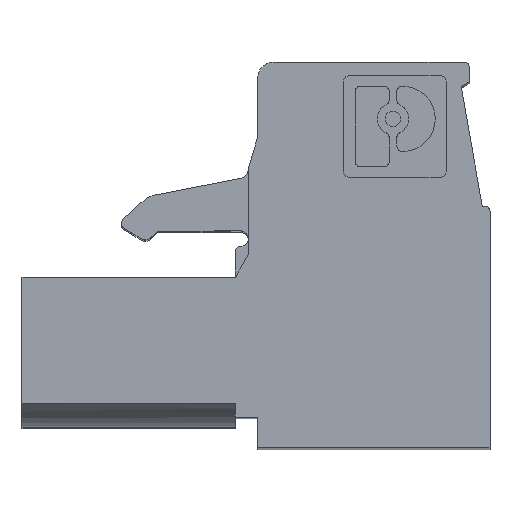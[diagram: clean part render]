
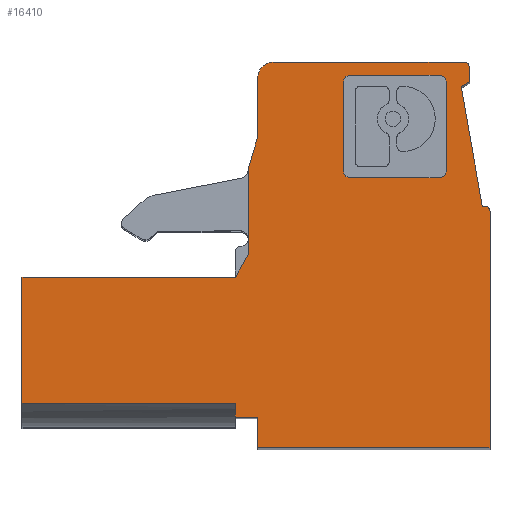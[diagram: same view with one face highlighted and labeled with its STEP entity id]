
A CAD part, top view. The second image highlights one B-rep face of the part: STEP entity #16410.
In plain terms, the highlighted planar face has unit normal (0, 0, 1).
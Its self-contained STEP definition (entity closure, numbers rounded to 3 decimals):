
#2260=CARTESIAN_POINT('',(50.097,52.313,2.54));
#2270=DIRECTION('',(0.,0.,1.));
#2280=DIRECTION('',(1.,0.,0.));
#2290=AXIS2_PLACEMENT_3D('',#2260,#2270,#2280);
#2300=CIRCLE('',#2290,0.6);
#2310=CARTESIAN_POINT('',(50.097,52.913,2.54));
#2320=VERTEX_POINT('',#2310);
#2330=CARTESIAN_POINT('',(49.497,52.313,2.54));
#2340=VERTEX_POINT('',#2330);
#2350=EDGE_CURVE('',#2320,#2340,#2300,.T.);
#5570=CARTESIAN_POINT('',(40.327,39.643,2.54));
#5580=VERTEX_POINT('',#5570);
#5610=CARTESIAN_POINT('',(0.,39.643,2.54));
#5620=DIRECTION('',(1.,0.,0.));
#5630=VECTOR('',#5620,1.);
#5640=LINE('',#5610,#5630);
#5650=CARTESIAN_POINT('',(48.627,39.643,2.54));
#5660=VERTEX_POINT('',#5650);
#5670=EDGE_CURVE('',#5580,#5660,#5640,.T.);
#11200=CARTESIAN_POINT('',(48.627,44.558,2.54));
#11210=VERTEX_POINT('',#11200);
#11240=CARTESIAN_POINT('',(0.,44.558,2.54));
#11250=DIRECTION('',(1.,0.,0.));
#11260=VECTOR('',#11250,1.);
#11270=LINE('',#11240,#11260);
#11280=CARTESIAN_POINT('',(40.327,44.558,2.54));
#11290=VERTEX_POINT('',#11280);
#11300=EDGE_CURVE('',#11290,#11210,#11270,.T.);
#14130=CARTESIAN_POINT('',(48.627,39.113,2.54));
#14140=VERTEX_POINT('',#14130);
#14190=CARTESIAN_POINT('',(48.627,0.,2.54));
#14200=DIRECTION('',(0.,1.,0.));
#14210=VECTOR('',#14200,1.);
#14220=LINE('',#14190,#14210);
#14230=EDGE_CURVE('',#14140,#5660,#14220,.T.);
#14280=CARTESIAN_POINT('',(0.,0.,2.54));
#14290=DIRECTION('',(0.,0.,1.));
#14300=DIRECTION('',(1.,0.,0.));
#14310=AXIS2_PLACEMENT_3D('',#14280,#14290,#14300);
#14320=PLANE('',#14310);
#14330=CARTESIAN_POINT('',(0.,39.113,2.54));
#14340=DIRECTION('',(-1.,0.,0.));
#14350=VECTOR('',#14340,1.);
#14360=LINE('',#14330,#14350);
#14370=CARTESIAN_POINT('',(49.497,39.113,2.54));
#14380=VERTEX_POINT('',#14370);
#14390=EDGE_CURVE('',#14380,#14140,#14360,.T.);
#14400=ORIENTED_EDGE('',*,*,#14390,.F.);
#14410=ORIENTED_EDGE('',*,*,#14230,.F.);
#14420=ORIENTED_EDGE('',*,*,#5670,.T.);
#14430=CARTESIAN_POINT('',(40.327,0.,2.54));
#14440=DIRECTION('',(0.,1.,0.));
#14450=VECTOR('',#14440,1.);
#14460=LINE('',#14430,#14450);
#14470=EDGE_CURVE('',#5580,#11290,#14460,.T.);
#14480=ORIENTED_EDGE('',*,*,#14470,.F.);
#14490=ORIENTED_EDGE('',*,*,#11300,.F.);
#14500=CARTESIAN_POINT('',(22.901,0.,2.54));
#14510=DIRECTION('',(-0.5,-0.866,0.));
#14520=VECTOR('',#14510,1.);
#14530=LINE('',#14500,#14520);
#14540=CARTESIAN_POINT('',(49.127,45.424,2.54));
#14550=VERTEX_POINT('',#14540);
#14560=EDGE_CURVE('',#14550,#11210,#14530,.T.);
#14570=ORIENTED_EDGE('',*,*,#14560,.T.);
#14580=CARTESIAN_POINT('',(49.127,0.,2.54));
#14590=DIRECTION('',(0.,1.,0.));
#14600=VECTOR('',#14590,1.);
#14610=LINE('',#14580,#14600);
#14620=CARTESIAN_POINT('',(49.127,48.775,2.54));
#14630=VERTEX_POINT('',#14620);
#14640=EDGE_CURVE('',#14550,#14630,#14610,.T.);
#14650=ORIENTED_EDGE('',*,*,#14640,.F.);
#14660=CARTESIAN_POINT('',(0.,76.681,2.54));
#14670=DIRECTION('',(-0.87,0.494,0.));
#14680=VECTOR('',#14670,1.);
#14690=LINE('',#14660,#14680);
#14700=CARTESIAN_POINT('',(49.127,48.775,2.54));
#14710=VERTEX_POINT('',#14700);
#14720=EDGE_CURVE('',#14630,#14710,#14690,.T.);
#14730=ORIENTED_EDGE('',*,*,#14720,.F.);
#14740=CARTESIAN_POINT('',(34.539,0.,2.54));
#14750=DIRECTION('',(-0.287,-0.958,0.));
#14760=VECTOR('',#14750,1.);
#14770=LINE('',#14740,#14760);
#14780=CARTESIAN_POINT('',(49.497,50.013,2.54));
#14790=VERTEX_POINT('',#14780);
#14800=EDGE_CURVE('',#14790,#14710,#14770,.T.);
#14810=ORIENTED_EDGE('',*,*,#14800,.T.);
#14820=CARTESIAN_POINT('',(49.497,0.,2.54));
#14830=DIRECTION('',(0.,1.,0.));
#14840=VECTOR('',#14830,1.);
#14850=LINE('',#14820,#14840);
#14860=EDGE_CURVE('',#14790,#2340,#14850,.T.);
#14870=ORIENTED_EDGE('',*,*,#14860,.F.);
#14880=ORIENTED_EDGE('',*,*,#2350,.T.);
#14890=CARTESIAN_POINT('',(0.,52.913,2.54));
#14900=DIRECTION('',(1.,0.,0.));
#14910=VECTOR('',#14900,1.);
#14920=LINE('',#14890,#14910);
#14930=CARTESIAN_POINT('',(57.522,52.913,2.54));
#14940=VERTEX_POINT('',#14930);
#14950=EDGE_CURVE('',#2320,#14940,#14920,.T.);
#14960=ORIENTED_EDGE('',*,*,#14950,.F.);
#14970=CARTESIAN_POINT('',(57.522,52.713,2.54));
#14980=DIRECTION('',(0.,0.,1.));
#14990=DIRECTION('',(1.,0.,0.));
#15000=AXIS2_PLACEMENT_3D('',#14970,#14980,#14990);
#15010=CIRCLE('',#15000,0.2);
#15020=CARTESIAN_POINT('',(57.722,52.721,2.54));
#15030=VERTEX_POINT('',#15020);
#15040=EDGE_CURVE('',#15030,#14940,#15010,.T.);
#15050=ORIENTED_EDGE('',*,*,#15040,.T.);
#15060=CARTESIAN_POINT('',(60.024,0.,2.54));
#15070=DIRECTION('',(-0.044,0.999,0.));
#15080=VECTOR('',#15070,1.);
#15090=LINE('',#15060,#15080);
#15100=CARTESIAN_POINT('',(57.747,52.163,2.54));
#15110=VERTEX_POINT('',#15100);
#15120=EDGE_CURVE('',#15110,#15030,#15090,.T.);
#15130=ORIENTED_EDGE('',*,*,#15120,.T.);
#15140=CARTESIAN_POINT('',(0.,18.823,2.54));
#15150=DIRECTION('',(-0.866,-0.5,0.));
#15160=VECTOR('',#15150,1.);
#15170=LINE('',#15140,#15160);
#15180=CARTESIAN_POINT('',(57.406,51.966,2.54));
#15190=VERTEX_POINT('',#15180);
#15200=EDGE_CURVE('',#15110,#15190,#15170,.T.);
#15210=ORIENTED_EDGE('',*,*,#15200,.F.);
#15220=CARTESIAN_POINT('',(66.569,0.,2.54));
#15230=DIRECTION('',(0.174,-0.985,0.));
#15240=VECTOR('',#15230,1.);
#15250=LINE('',#15220,#15240);
#15260=CARTESIAN_POINT('',(58.227,47.313,2.54));
#15270=VERTEX_POINT('',#15260);
#15280=EDGE_CURVE('',#15190,#15270,#15250,.T.);
#15290=ORIENTED_EDGE('',*,*,#15280,.F.);
#15300=CARTESIAN_POINT('',(0.,47.313,2.54));
#15310=DIRECTION('',(-1.,0.,0.));
#15320=VECTOR('',#15310,1.);
#15330=LINE('',#15300,#15320);
#15340=CARTESIAN_POINT('',(58.327,47.313,2.54));
#15350=VERTEX_POINT('',#15340);
#15360=EDGE_CURVE('',#15350,#15270,#15330,.T.);
#15370=ORIENTED_EDGE('',*,*,#15360,.T.);
#15380=CARTESIAN_POINT('',(58.327,47.113,2.54));
#15390=DIRECTION('',(0.,0.,1.));
#15400=DIRECTION('',(1.,0.,0.));
#15410=AXIS2_PLACEMENT_3D('',#15380,#15390,#15400);
#15420=CIRCLE('',#15410,0.2);
#15430=CARTESIAN_POINT('',(58.527,47.113,2.54));
#15440=VERTEX_POINT('',#15430);
#15450=EDGE_CURVE('',#15440,#15350,#15420,.T.);
#15460=ORIENTED_EDGE('',*,*,#15450,.T.);
#15470=CARTESIAN_POINT('',(58.527,0.,2.54));
#15480=DIRECTION('',(0.,-1.,0.));
#15490=VECTOR('',#15480,1.);
#15500=LINE('',#15470,#15490);
#15510=CARTESIAN_POINT('',(58.527,37.913,2.54));
#15520=VERTEX_POINT('',#15510);
#15530=EDGE_CURVE('',#15440,#15520,#15500,.T.);
#15540=ORIENTED_EDGE('',*,*,#15530,.F.);
#15550=CARTESIAN_POINT('',(0.,37.913,2.54));
#15560=DIRECTION('',(-1.,0.,0.));
#15570=VECTOR('',#15560,1.);
#15580=LINE('',#15550,#15570);
#15590=CARTESIAN_POINT('',(49.497,37.913,2.54));
#15600=VERTEX_POINT('',#15590);
#15610=EDGE_CURVE('',#15520,#15600,#15580,.T.);
#15620=ORIENTED_EDGE('',*,*,#15610,.F.);
#15630=CARTESIAN_POINT('',(49.497,0.,2.54));
#15640=DIRECTION('',(0.,1.,0.));
#15650=VECTOR('',#15640,1.);
#15660=LINE('',#15630,#15650);
#15670=EDGE_CURVE('',#15600,#14380,#15660,.T.);
#15680=ORIENTED_EDGE('',*,*,#15670,.F.);
#15690=EDGE_LOOP('',(#15680,#15620,#15540,#15460,#15370,#15290,#15210,
#15130,#15050,#14960,#14880,#14870,#14810,#14730,#14650,#14570,#14490,
#14480,#14420,#14410,#14400));
#15700=FACE_OUTER_BOUND('',#15690,.T.);
#15710=CARTESIAN_POINT('',(53.107,52.132,2.54));
#15720=DIRECTION('',(0.,0.,1.));
#15730=DIRECTION('',(1.,0.,0.));
#15740=AXIS2_PLACEMENT_3D('',#15710,#15720,#15730);
#15750=CIRCLE('',#15740,0.281);
#15760=CARTESIAN_POINT('',(53.107,52.413,2.54));
#15770=VERTEX_POINT('',#15760);
#15780=CARTESIAN_POINT('',(52.826,52.132,2.54));
#15790=VERTEX_POINT('',#15780);
#15800=EDGE_CURVE('',#15770,#15790,#15750,.T.);
#15810=ORIENTED_EDGE('',*,*,#15800,.F.);
#15820=CARTESIAN_POINT('',(52.826,0.,2.54));
#15830=DIRECTION('',(0.,1.,0.));
#15840=VECTOR('',#15830,1.);
#15850=LINE('',#15820,#15840);
#15860=CARTESIAN_POINT('',(52.826,48.694,2.54));
#15870=VERTEX_POINT('',#15860);
#15880=EDGE_CURVE('',#15870,#15790,#15850,.T.);
#15890=ORIENTED_EDGE('',*,*,#15880,.T.);
#15900=CARTESIAN_POINT('',(53.107,48.694,2.54));
#15910=DIRECTION('',(0.,0.,1.));
#15920=DIRECTION('',(1.,0.,0.));
#15930=AXIS2_PLACEMENT_3D('',#15900,#15910,#15920);
#15940=CIRCLE('',#15930,0.281);
#15950=CARTESIAN_POINT('',(53.107,48.413,2.54));
#15960=VERTEX_POINT('',#15950);
#15970=EDGE_CURVE('',#15870,#15960,#15940,.T.);
#15980=ORIENTED_EDGE('',*,*,#15970,.F.);
#15990=CARTESIAN_POINT('',(0.,48.413,2.54));
#16000=DIRECTION('',(-1.,0.,0.));
#16010=VECTOR('',#16000,1.);
#16020=LINE('',#15990,#16010);
#16030=CARTESIAN_POINT('',(56.545,48.413,2.54));
#16040=VERTEX_POINT('',#16030);
#16050=EDGE_CURVE('',#16040,#15960,#16020,.T.);
#16060=ORIENTED_EDGE('',*,*,#16050,.T.);
#16070=CARTESIAN_POINT('',(56.545,48.694,2.54));
#16080=DIRECTION('',(0.,0.,1.));
#16090=DIRECTION('',(1.,0.,0.));
#16100=AXIS2_PLACEMENT_3D('',#16070,#16080,#16090);
#16110=CIRCLE('',#16100,0.281);
#16120=CARTESIAN_POINT('',(56.826,48.694,2.54));
#16130=VERTEX_POINT('',#16120);
#16140=EDGE_CURVE('',#16040,#16130,#16110,.T.);
#16150=ORIENTED_EDGE('',*,*,#16140,.F.);
#16160=CARTESIAN_POINT('',(56.826,0.,2.54));
#16170=DIRECTION('',(0.,-1.,0.));
#16180=VECTOR('',#16170,1.);
#16190=LINE('',#16160,#16180);
#16200=CARTESIAN_POINT('',(56.826,52.132,2.54));
#16210=VERTEX_POINT('',#16200);
#16220=EDGE_CURVE('',#16210,#16130,#16190,.T.);
#16230=ORIENTED_EDGE('',*,*,#16220,.T.);
#16240=CARTESIAN_POINT('',(56.545,52.132,2.54));
#16250=DIRECTION('',(0.,0.,1.));
#16260=DIRECTION('',(1.,0.,0.));
#16270=AXIS2_PLACEMENT_3D('',#16240,#16250,#16260);
#16280=CIRCLE('',#16270,0.281);
#16290=CARTESIAN_POINT('',(56.545,52.413,2.54));
#16300=VERTEX_POINT('',#16290);
#16310=EDGE_CURVE('',#16210,#16300,#16280,.T.);
#16320=ORIENTED_EDGE('',*,*,#16310,.F.);
#16330=CARTESIAN_POINT('',(0.,52.413,2.54));
#16340=DIRECTION('',(1.,0.,0.));
#16350=VECTOR('',#16340,1.);
#16360=LINE('',#16330,#16350);
#16370=EDGE_CURVE('',#15770,#16300,#16360,.T.);
#16380=ORIENTED_EDGE('',*,*,#16370,.T.);
#16390=EDGE_LOOP('',(#16380,#16320,#16230,#16150,#16060,#15980,#15890,
#15810));
#16400=FACE_BOUND('',#16390,.T.);
#16410=ADVANCED_FACE('mstb_2.5-nnn-stf-5.08',(#15700,#16400),#14320,.T.)
;
